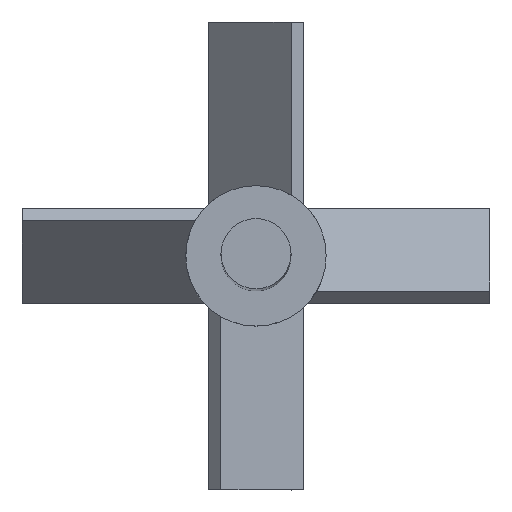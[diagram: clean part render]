
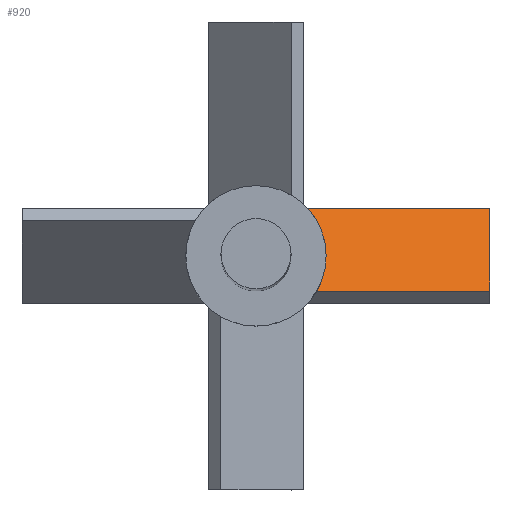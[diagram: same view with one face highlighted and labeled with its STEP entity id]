
A CAD part, top view. The second image highlights one B-rep face of the part: STEP entity #920.
In plain terms, the highlighted planar face has unit normal (0, 0.707, 0.707).
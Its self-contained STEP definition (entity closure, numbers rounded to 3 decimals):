
#75 = CYLINDRICAL_SURFACE('',#76,50.);
#76 = AXIS2_PLACEMENT_3D('',#77,#78,#79);
#77 = CARTESIAN_POINT('',(0.,0.,0.));
#78 = DIRECTION('',(-0.,-0.,-1.));
#79 = DIRECTION('',(1.,0.,0.));
#152 = VERTEX_POINT('',#153);
#153 = CARTESIAN_POINT('',(36.771,33.881,
    16.623));
#171 = PLANE('',#172);
#172 = AXIS2_PLACEMENT_3D('',#173,#174,#175);
#173 = CARTESIAN_POINT('',(0.,25.042,7.784));
#174 = DIRECTION('',(0.,-0.707,0.707));
#175 = DIRECTION('',(1.,0.,0.));
#183 = EDGE_CURVE('',#184,#152,#186,.T.);
#184 = VERTEX_POINT('',#185);
#185 = CARTESIAN_POINT('',(50.,0.,50.504));
#186 = SURFACE_CURVE('',#187,(#192,#204),.PCURVE_S1.);
#187 = ELLIPSE('',#188,70.711,50.);
#188 = AXIS2_PLACEMENT_3D('',#189,#190,#191);
#189 = CARTESIAN_POINT('',(0.,0.,50.504));
#190 = DIRECTION('',(0.,0.707,0.707));
#191 = DIRECTION('',(0.,0.707,-0.707));
#192 = PCURVE('',#75,#193);
#193 = DEFINITIONAL_REPRESENTATION('',(#194),#203);
#194 = B_SPLINE_CURVE_WITH_KNOTS('',7,(#195,#196,#197,#198,#199,#200,
    #201,#202),.UNSPECIFIED.,.F.,.F.,(8,8),(4.712,
    5.632),.PIECEWISE_BEZIER_KNOTS.);
#195 = CARTESIAN_POINT('',(0.,-50.504));
#196 = CARTESIAN_POINT('',(-0.131,-43.934));
#197 = CARTESIAN_POINT('',(-0.263,-37.364));
#198 = CARTESIAN_POINT('',(-0.394,-30.98));
#199 = CARTESIAN_POINT('',(-0.526,-24.966));
#200 = CARTESIAN_POINT('',(-0.657,-19.494));
#201 = CARTESIAN_POINT('',(-0.788,-14.712));
#202 = CARTESIAN_POINT('',(-0.92,-10.73));
#203 = ( GEOMETRIC_REPRESENTATION_CONTEXT(2) 
PARAMETRIC_REPRESENTATION_CONTEXT() REPRESENTATION_CONTEXT('2D SPACE',''
  ) );
#204 = PCURVE('',#205,#210);
#205 = PLANE('',#206);
#206 = AXIS2_PLACEMENT_3D('',#207,#208,#209);
#207 = CARTESIAN_POINT('',(0.,33.881,16.623));
#208 = DIRECTION('',(0.,0.707,0.707));
#209 = DIRECTION('',(0.,-0.707,0.707));
#210 = DEFINITIONAL_REPRESENTATION('',(#211),#215);
#211 = ELLIPSE('',#212,70.711,50.);
#212 = AXIS2_PLACEMENT_2D('',#213,#214);
#213 = CARTESIAN_POINT('',(47.915,0.));
#214 = DIRECTION('',(-1.,0.));
#215 = ( GEOMETRIC_REPRESENTATION_CONTEXT(2) 
PARAMETRIC_REPRESENTATION_CONTEXT() REPRESENTATION_CONTEXT('2D SPACE',''
  ) );
#268 = EDGE_CURVE('',#269,#184,#271,.T.);
#269 = VERTEX_POINT('',#270);
#270 = CARTESIAN_POINT('',(43.277,-25.042,
    75.546));
#271 = SURFACE_CURVE('',#272,(#277,#289),.PCURVE_S1.);
#272 = ELLIPSE('',#273,70.711,50.);
#273 = AXIS2_PLACEMENT_3D('',#274,#275,#276);
#274 = CARTESIAN_POINT('',(0.,0.,50.504));
#275 = DIRECTION('',(0.,0.707,0.707));
#276 = DIRECTION('',(0.,0.707,-0.707));
#277 = PCURVE('',#75,#278);
#278 = DEFINITIONAL_REPRESENTATION('',(#279),#288);
#279 = B_SPLINE_CURVE_WITH_KNOTS('',7,(#280,#281,#282,#283,#284,#285,
    #286,#287),.UNSPECIFIED.,.F.,.F.,(8,8),(4.045,
    4.712),.PIECEWISE_BEZIER_KNOTS.);
#280 = CARTESIAN_POINT('',(-5.616,-81.438));
#281 = CARTESIAN_POINT('',(-5.711,-77.695));
#282 = CARTESIAN_POINT('',(-5.807,-73.624));
#283 = CARTESIAN_POINT('',(-5.902,-69.28));
#284 = CARTESIAN_POINT('',(-5.997,-64.728));
#285 = CARTESIAN_POINT('',(-6.093,-60.033));
#286 = CARTESIAN_POINT('',(-6.188,-55.269));
#287 = CARTESIAN_POINT('',(-6.283,-50.504));
#288 = ( GEOMETRIC_REPRESENTATION_CONTEXT(2) 
PARAMETRIC_REPRESENTATION_CONTEXT() REPRESENTATION_CONTEXT('2D SPACE',''
  ) );
#289 = PCURVE('',#205,#290);
#290 = DEFINITIONAL_REPRESENTATION('',(#291),#295);
#291 = ELLIPSE('',#292,70.711,50.);
#292 = AXIS2_PLACEMENT_2D('',#293,#294);
#293 = CARTESIAN_POINT('',(47.915,0.));
#294 = DIRECTION('',(-1.,0.));
#295 = ( GEOMETRIC_REPRESENTATION_CONTEXT(2) 
PARAMETRIC_REPRESENTATION_CONTEXT() REPRESENTATION_CONTEXT('2D SPACE',''
  ) );
#317 = PLANE('',#318);
#318 = AXIS2_PLACEMENT_3D('',#319,#320,#321);
#319 = CARTESIAN_POINT('',(0.,-33.881,66.707));
#320 = DIRECTION('',(0.,-0.707,0.707));
#321 = DIRECTION('',(1.,0.,0.));
#860 = PLANE('',#861);
#861 = AXIS2_PLACEMENT_3D('',#862,#863,#864);
#862 = CARTESIAN_POINT('',(166.67,25.042,7.784));
#863 = DIRECTION('',(1.,0.,0.));
#864 = DIRECTION('',(0.,-0.707,0.707));
#875 = EDGE_CURVE('',#269,#876,#878,.T.);
#876 = VERTEX_POINT('',#877);
#877 = CARTESIAN_POINT('',(166.67,-25.042,75.546));
#878 = SURFACE_CURVE('',#879,(#883,#890),.PCURVE_S1.);
#879 = LINE('',#880,#881);
#880 = CARTESIAN_POINT('',(0.,-25.042,75.546));
#881 = VECTOR('',#882,1.);
#882 = DIRECTION('',(1.,0.,0.));
#883 = PCURVE('',#317,#884);
#884 = DEFINITIONAL_REPRESENTATION('',(#885),#889);
#885 = LINE('',#886,#887);
#886 = CARTESIAN_POINT('',(0.,12.5));
#887 = VECTOR('',#888,1.);
#888 = DIRECTION('',(1.,0.));
#889 = ( GEOMETRIC_REPRESENTATION_CONTEXT(2) 
PARAMETRIC_REPRESENTATION_CONTEXT() REPRESENTATION_CONTEXT('2D SPACE',''
  ) );
#890 = PCURVE('',#205,#891);
#891 = DEFINITIONAL_REPRESENTATION('',(#892),#896);
#892 = LINE('',#893,#894);
#893 = CARTESIAN_POINT('',(83.33,0.));
#894 = VECTOR('',#895,1.);
#895 = DIRECTION('',(0.,1.));
#896 = ( GEOMETRIC_REPRESENTATION_CONTEXT(2) 
PARAMETRIC_REPRESENTATION_CONTEXT() REPRESENTATION_CONTEXT('2D SPACE',''
  ) );
#920 = ADVANCED_FACE('',(#921),#205,.T.);
#921 = FACE_BOUND('',#922,.T.);
#922 = EDGE_LOOP('',(#923,#946,#947,#948,#949));
#923 = ORIENTED_EDGE('',*,*,#924,.F.);
#924 = EDGE_CURVE('',#152,#925,#927,.T.);
#925 = VERTEX_POINT('',#926);
#926 = CARTESIAN_POINT('',(166.67,33.881,16.623));
#927 = SURFACE_CURVE('',#928,(#932,#939),.PCURVE_S1.);
#928 = LINE('',#929,#930);
#929 = CARTESIAN_POINT('',(0.,33.881,16.623));
#930 = VECTOR('',#931,1.);
#931 = DIRECTION('',(1.,0.,0.));
#932 = PCURVE('',#205,#933);
#933 = DEFINITIONAL_REPRESENTATION('',(#934),#938);
#934 = LINE('',#935,#936);
#935 = CARTESIAN_POINT('',(0.,0.));
#936 = VECTOR('',#937,1.);
#937 = DIRECTION('',(0.,1.));
#938 = ( GEOMETRIC_REPRESENTATION_CONTEXT(2) 
PARAMETRIC_REPRESENTATION_CONTEXT() REPRESENTATION_CONTEXT('2D SPACE',''
  ) );
#939 = PCURVE('',#171,#940);
#940 = DEFINITIONAL_REPRESENTATION('',(#941),#945);
#941 = LINE('',#942,#943);
#942 = CARTESIAN_POINT('',(0.,12.5));
#943 = VECTOR('',#944,1.);
#944 = DIRECTION('',(1.,0.));
#945 = ( GEOMETRIC_REPRESENTATION_CONTEXT(2) 
PARAMETRIC_REPRESENTATION_CONTEXT() REPRESENTATION_CONTEXT('2D SPACE',''
  ) );
#946 = ORIENTED_EDGE('',*,*,#183,.F.);
#947 = ORIENTED_EDGE('',*,*,#268,.F.);
#948 = ORIENTED_EDGE('',*,*,#875,.T.);
#949 = ORIENTED_EDGE('',*,*,#950,.F.);
#950 = EDGE_CURVE('',#925,#876,#951,.T.);
#951 = SURFACE_CURVE('',#952,(#956,#963),.PCURVE_S1.);
#952 = LINE('',#953,#954);
#953 = CARTESIAN_POINT('',(166.67,33.881,16.623));
#954 = VECTOR('',#955,1.);
#955 = DIRECTION('',(0.,-0.707,0.707));
#956 = PCURVE('',#205,#957);
#957 = DEFINITIONAL_REPRESENTATION('',(#958),#962);
#958 = LINE('',#959,#960);
#959 = CARTESIAN_POINT('',(0.,166.67));
#960 = VECTOR('',#961,1.);
#961 = DIRECTION('',(1.,0.));
#962 = ( GEOMETRIC_REPRESENTATION_CONTEXT(2) 
PARAMETRIC_REPRESENTATION_CONTEXT() REPRESENTATION_CONTEXT('2D SPACE',''
  ) );
#963 = PCURVE('',#860,#964);
#964 = DEFINITIONAL_REPRESENTATION('',(#965),#969);
#965 = LINE('',#966,#967);
#966 = CARTESIAN_POINT('',(0.,-12.5));
#967 = VECTOR('',#968,1.);
#968 = DIRECTION('',(1.,0.));
#969 = ( GEOMETRIC_REPRESENTATION_CONTEXT(2) 
PARAMETRIC_REPRESENTATION_CONTEXT() REPRESENTATION_CONTEXT('2D SPACE',''
  ) );
